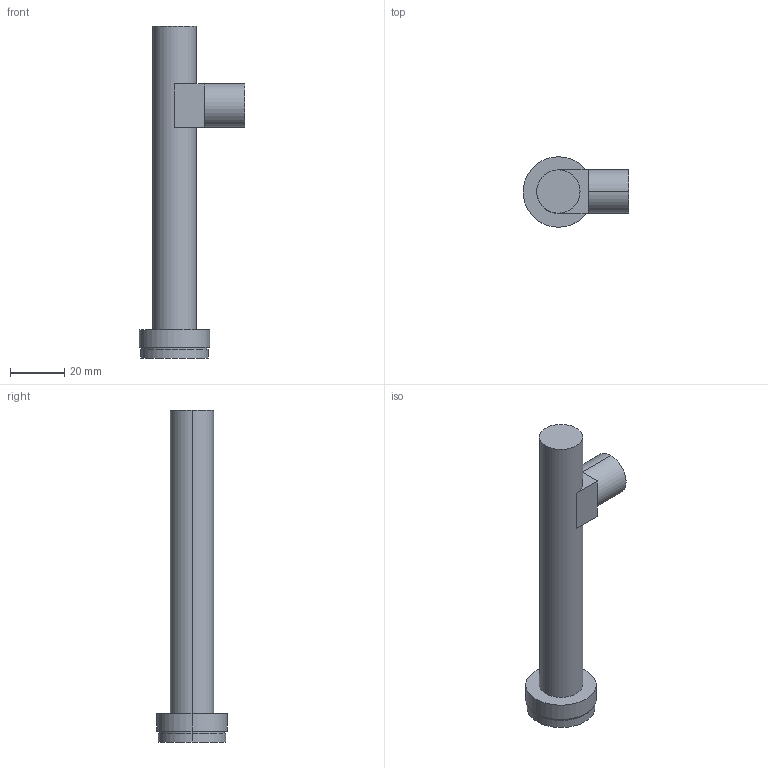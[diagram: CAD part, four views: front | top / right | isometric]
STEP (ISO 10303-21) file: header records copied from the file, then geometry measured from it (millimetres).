
FILE_DESCRIPTION (( 'STEP AP203' ), '1' );
FILE_NAME ('WWL60-65CT.STEP', '2019-12-03T06:44:44', ( 'Windows 蚚誧' ), ( '' ), 'SwSTEP 2.0', 'SolidWorks 2017', '' );
FILE_SCHEMA (( 'CONFIG_CONTROL_DESIGN' ));
Length unit declared in the file: millimetre
Products named in the file (1): WWL60-65CT
Bounding box: 39 x 26 x 122.6 mm (x, y, z)
Volume: 30614.7 mm3; surface area: 9245.3 mm2
Topology: 1 solids, 1 shells, 30 faces, 63 edges, 40 vertices
Faces by surface type: plane 16, cylinder 14
Entity records: 890 total; most frequent: DIRECTION 159, CARTESIAN_POINT 134, ORIENTED_EDGE 126, AXIS2_PLACEMENT_3D 65, EDGE_CURVE 63, VERTEX_POINT 40, EDGE_LOOP 35, CIRCLE 34
